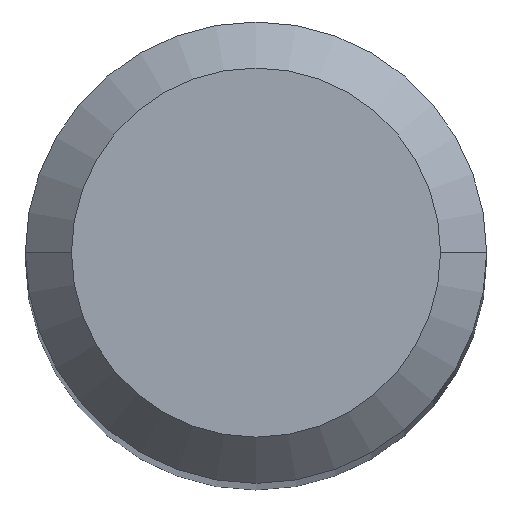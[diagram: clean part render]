
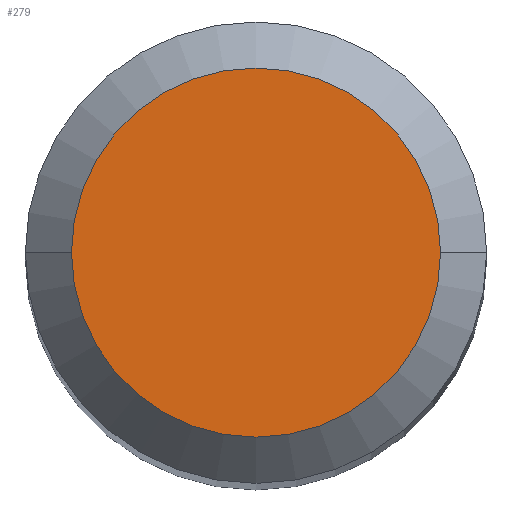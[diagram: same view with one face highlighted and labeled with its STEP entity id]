
A CAD part, top view. The second image highlights one B-rep face of the part: STEP entity #279.
In plain terms, the highlighted planar face has unit normal (0, 0, 1).
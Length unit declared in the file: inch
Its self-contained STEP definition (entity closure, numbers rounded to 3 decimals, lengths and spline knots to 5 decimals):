
#9 = EDGE_LOOP ( 'NONE', ( #239, #293 ) ) ;
#12 = AXIS2_PLACEMENT_3D ( 'NONE', #460, #126, #418 ) ;
#24 = DIRECTION ( 'NONE',  ( 0., 0., 1. ) ) ;
#45 = AXIS2_PLACEMENT_3D ( 'NONE', #462, #87, #378 ) ;
#87 = DIRECTION ( 'NONE',  ( 0., 0., -1. ) ) ;
#116 = DIRECTION ( 'NONE',  ( 1., 0., 0. ) ) ;
#126 = DIRECTION ( 'NONE',  ( 0., 0., 1. ) ) ;
#146 = VERTEX_POINT ( 'NONE', #343 ) ;
#162 = PLANE ( 'NONE',  #45 ) ;
#170 = VERTEX_POINT ( 'NONE', #452 ) ;
#180 = CIRCLE ( 'NONE', #12, 0.04724 ) ;
#214 = CIRCLE ( 'NONE', #488, 0.04724 ) ;
#239 = ORIENTED_EDGE ( 'NONE', *, *, #463, .T. ) ;
#279 = ADVANCED_FACE ( 'NONE', ( #423 ), #162, .F. ) ;
#293 = ORIENTED_EDGE ( 'NONE', *, *, #356, .T. ) ;
#343 = CARTESIAN_POINT ( 'NONE',  ( -0.04724, 0., 0. ) ) ;
#356 = EDGE_CURVE ( 'NONE', #170, #146, #180, .T. ) ;
#378 = DIRECTION ( 'NONE',  ( -1., 0., 0. ) ) ;
#397 = CARTESIAN_POINT ( 'NONE',  ( 0., 0., 0. ) ) ;
#418 = DIRECTION ( 'NONE',  ( 1., 0., 0. ) ) ;
#423 = FACE_OUTER_BOUND ( 'NONE', #9, .T. ) ;
#452 = CARTESIAN_POINT ( 'NONE',  ( 0.04724, 0., 0. ) ) ;
#460 = CARTESIAN_POINT ( 'NONE',  ( 0., 0., 0. ) ) ;
#462 = CARTESIAN_POINT ( 'NONE',  ( 0., 0., 0. ) ) ;
#463 = EDGE_CURVE ( 'NONE', #146, #170, #214, .T. ) ;
#488 = AXIS2_PLACEMENT_3D ( 'NONE', #397, #24, #116 ) ;
